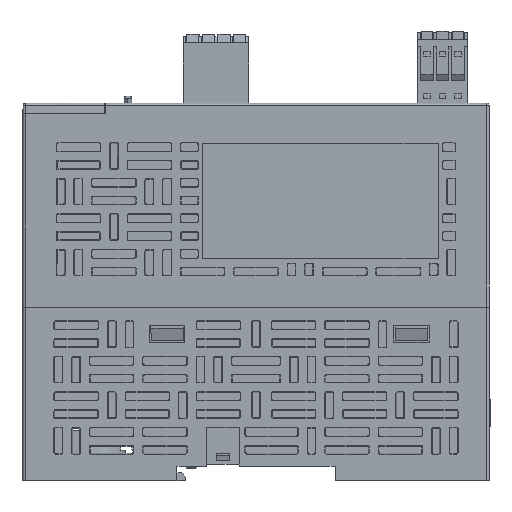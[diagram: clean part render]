
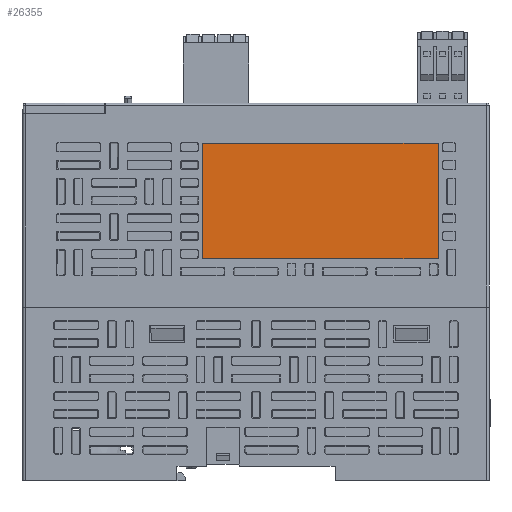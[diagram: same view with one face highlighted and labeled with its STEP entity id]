
A CAD part, left-side view. The second image highlights one B-rep face of the part: STEP entity #26355.
In plain terms, the highlighted planar face has unit normal (-1, 0, 0).
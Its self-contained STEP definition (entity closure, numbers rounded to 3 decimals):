
#2274=DIRECTION('',(0.,0.,-1.));
#2275=VECTOR('',#2274,26.);
#2276=CARTESIAN_POINT('',(-12.,12.,76.));
#2277=LINE('',#2276,#2275);
#2278=DIRECTION('',(0.,1.,0.));
#2279=VECTOR('',#2278,53.);
#2280=CARTESIAN_POINT('',(-12.,-41.,76.));
#2281=LINE('',#2280,#2279);
#2282=DIRECTION('',(0.,0.,1.));
#2283=VECTOR('',#2282,26.);
#2284=CARTESIAN_POINT('',(-12.,-41.,50.));
#2285=LINE('',#2284,#2283);
#2286=DIRECTION('',(0.,-1.,0.));
#2287=VECTOR('',#2286,53.);
#2288=CARTESIAN_POINT('',(-12.,12.,50.));
#2289=LINE('',#2288,#2287);
#18619=CARTESIAN_POINT('',(-12.,12.,76.));
#18620=CARTESIAN_POINT('',(-12.,12.,50.));
#18621=VERTEX_POINT('',#18619);
#18622=VERTEX_POINT('',#18620);
#18623=CARTESIAN_POINT('',(-12.,-41.,50.));
#18624=VERTEX_POINT('',#18623);
#18625=CARTESIAN_POINT('',(-12.,-41.,76.));
#18626=VERTEX_POINT('',#18625);
#26344=CARTESIAN_POINT('',(-12.,0.,85.));
#26345=DIRECTION('',(-1.,0.,0.));
#26346=DIRECTION('',(0.,-1.,0.));
#26347=AXIS2_PLACEMENT_3D('',#26344,#26345,#26346);
#26348=PLANE('',#26347);
#26349=ORIENTED_EDGE('',*,*,#26296,.F.);
#26350=ORIENTED_EDGE('',*,*,#26311,.F.);
#26351=ORIENTED_EDGE('',*,*,#26325,.F.);
#26352=ORIENTED_EDGE('',*,*,#26338,.F.);
#26353=EDGE_LOOP('',(#26349,#26350,#26351,#26352));
#26354=FACE_OUTER_BOUND('',#26353,.F.);
#26355=ADVANCED_FACE('',(#26354),#26348,.T.);
#26296=EDGE_CURVE('',#18621,#18622,#2277,.T.);
#26311=EDGE_CURVE('',#18626,#18621,#2281,.T.);
#26325=EDGE_CURVE('',#18624,#18626,#2285,.T.);
#26338=EDGE_CURVE('',#18622,#18624,#2289,.T.);
